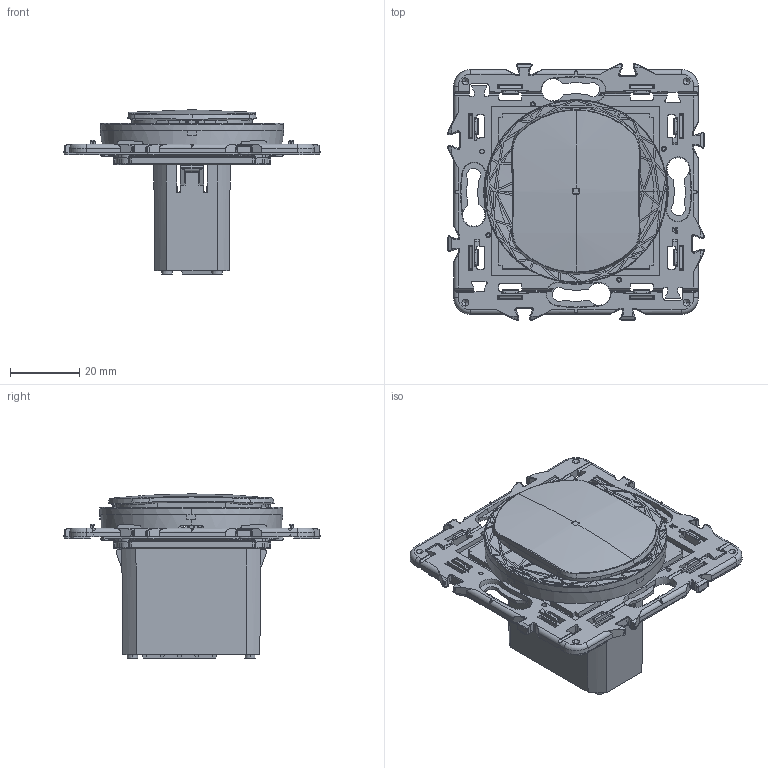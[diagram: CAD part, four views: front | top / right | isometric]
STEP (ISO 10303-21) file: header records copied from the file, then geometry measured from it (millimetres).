
FILE_DESCRIPTION(('CATIA V5 STEP Exchange','CAx-IF Rec.Pracs.--- Model Styling and Organization---1.5--- 2016-08-15','CAx-IF Rec.Pracs.---Supplemental Geometry---1.0---2011-11-01','CAx-IF Rec.Pracs.--- Composite Materials ---1.1---2010-07-15'),'2;1');
FILE_NAME('CB0409 _AllCATPart.stp','2024-04-03T07:27:48+00:00',('none'),('none'),'CATIA Version 5-6 Release 2020 SP3','CATIA V5 STEP AP214 v2','none');
FILE_SCHEMA(('AUTOMOTIVE_DESIGN { 1 0 10303 214 1 1 1 1 }'));
Products named in the file (1): CB0409 _AllCATPart
Bounding box: 74.15 x 74.15 x 47.51 mm (x, y, z)
Volume: 25301.3 mm3; surface area: 35141.7 mm2
Topology: 8 solids, 8 shells, 4421 faces, 12357 edges, 7893 vertices
Faces by surface type: plane 2410, cylinder 854, bspline 359, cone 330, extrusion 162, torus 141, sphere 132, revolution 33
Entity records: 168910 total; most frequent: CARTESIAN_POINT 69807, ORIENTED_EDGE 24446, DIRECTION 13960, EDGE_CURVE 12223, VERTEX_POINT 7893, VECTOR 6145, LINE 5983, B_SPLINE_CURVE_WITH_KNOTS 4749
